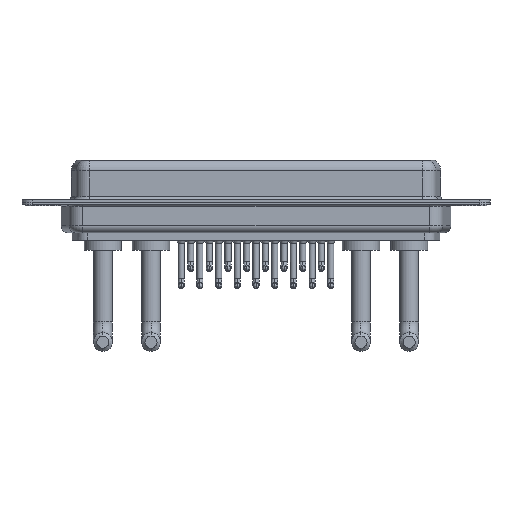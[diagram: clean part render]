
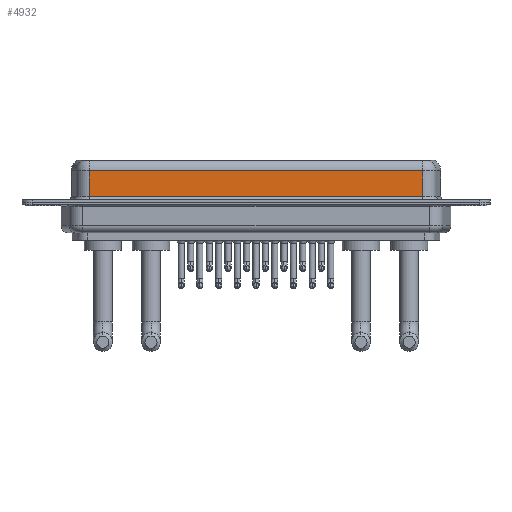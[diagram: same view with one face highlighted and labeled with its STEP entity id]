
A CAD part, front view. The second image highlights one B-rep face of the part: STEP entity #4932.
In plain terms, the highlighted planar face has unit normal (0, -1, 0).
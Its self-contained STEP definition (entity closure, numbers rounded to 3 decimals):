
#571 = DIRECTION ( 'NONE',  ( -1., 0., 0. ) ) ;
#2039 = DIRECTION ( 'NONE',  ( 0., 0., -1. ) ) ;
#2421 = VECTOR ( 'NONE', #7635, 1000. ) ;
#2522 = DIRECTION ( 'NONE',  ( 0., 0., -1. ) ) ;
#2824 = DIRECTION ( 'NONE',  ( 0., 1., 0. ) ) ;
#3216 = DIRECTION ( 'NONE',  ( 0., 0., 1. ) ) ;
#3571 = CARTESIAN_POINT ( 'NONE',  ( 56.462, -3.95, 0.9 ) ) ;
#3639 = EDGE_LOOP ( 'NONE', ( #17885, #9150, #18978, #6189 ) ) ;
#4256 = LINE ( 'NONE', #13485, #2421 ) ;
#4372 = VECTOR ( 'NONE', #2522, 1000. ) ;
#4744 = VERTEX_POINT ( 'NONE', #19789 ) ;
#4932 = ADVANCED_FACE ( 'NONE', ( #14056 ), #15678, .F. ) ;
#6089 = VERTEX_POINT ( 'NONE', #9441 ) ;
#6189 = ORIENTED_EDGE ( 'NONE', *, *, #15410, .T. ) ;
#6370 = CARTESIAN_POINT ( 'NONE',  ( 56.462, -3.95, 6.4 ) ) ;
#6538 = CARTESIAN_POINT ( 'NONE',  ( 7.038, -3.95, 4.65 ) ) ;
#6653 = AXIS2_PLACEMENT_3D ( 'NONE', #6370, #2824, #3216 ) ;
#6689 = VERTEX_POINT ( 'NONE', #3571 ) ;
#7635 = DIRECTION ( 'NONE',  ( 1., 0., 0. ) ) ;
#8447 = LINE ( 'NONE', #11733, #8753 ) ;
#8753 = VECTOR ( 'NONE', #571, 1000. ) ;
#9150 = ORIENTED_EDGE ( 'NONE', *, *, #9430, .T. ) ;
#9430 = EDGE_CURVE ( 'NONE', #4744, #18587, #8447, .T. ) ;
#9441 = CARTESIAN_POINT ( 'NONE',  ( 7.038, -3.95, 0.9 ) ) ;
#9795 = CARTESIAN_POINT ( 'NONE',  ( 56.462, -3.95, 6.4 ) ) ;
#10078 = CARTESIAN_POINT ( 'NONE',  ( 7.038, -3.95, 6.4 ) ) ;
#11733 = CARTESIAN_POINT ( 'NONE',  ( 56.462, -3.95, 4.65 ) ) ;
#12167 = VECTOR ( 'NONE', #2039, 1000. ) ;
#13485 = CARTESIAN_POINT ( 'NONE',  ( 56.462, -3.95, 0.9 ) ) ;
#14056 = FACE_OUTER_BOUND ( 'NONE', #3639, .T. ) ;
#15410 = EDGE_CURVE ( 'NONE', #6089, #6689, #4256, .T. ) ;
#15678 = PLANE ( 'NONE',  #6653 ) ;
#16978 = EDGE_CURVE ( 'NONE', #18587, #6089, #19590, .T. ) ;
#17885 = ORIENTED_EDGE ( 'NONE', *, *, #18952, .F. ) ;
#18587 = VERTEX_POINT ( 'NONE', #6538 ) ;
#18952 = EDGE_CURVE ( 'NONE', #4744, #6689, #19108, .T. ) ;
#18978 = ORIENTED_EDGE ( 'NONE', *, *, #16978, .T. ) ;
#19108 = LINE ( 'NONE', #9795, #12167 ) ;
#19590 = LINE ( 'NONE', #10078, #4372 ) ;
#19789 = CARTESIAN_POINT ( 'NONE',  ( 56.462, -3.95, 4.65 ) ) ;
